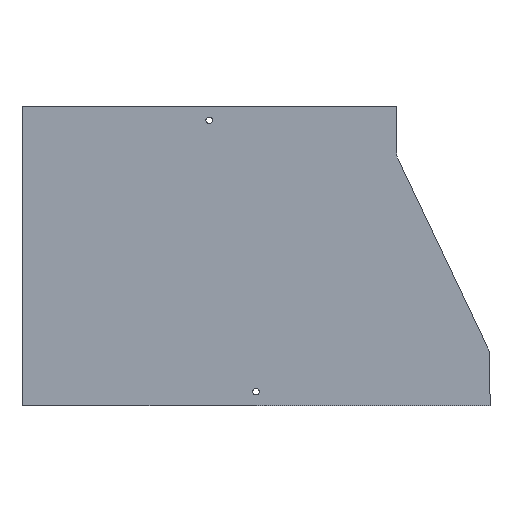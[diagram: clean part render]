
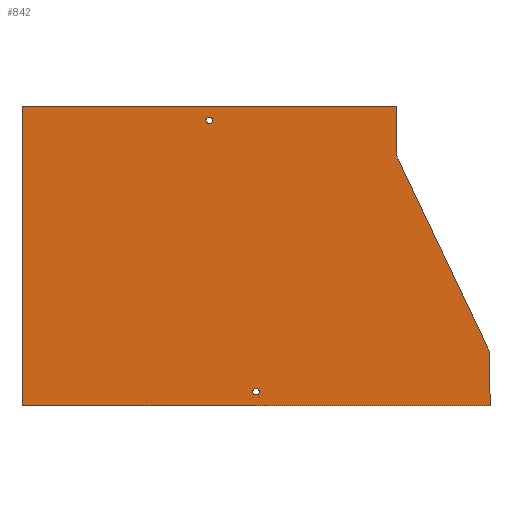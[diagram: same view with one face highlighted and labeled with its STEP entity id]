
A CAD part, front view. The second image highlights one B-rep face of the part: STEP entity #842.
In plain terms, the highlighted planar face has unit normal (0, -1, 0).
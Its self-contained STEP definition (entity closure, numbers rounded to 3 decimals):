
#19 = VERTEX_POINT ( 'NONE', #675 ) ;
#34 = VERTEX_POINT ( 'NONE', #674 ) ;
#86 = CIRCLE ( 'NONE', #721, 20. ) ;
#88 = CIRCLE ( 'NONE', #724, 3.5 ) ;
#89 = CIRCLE ( 'NONE', #722, 30. ) ;
#90 = LINE ( 'NONE', #485, #94 ) ;
#94 = VECTOR ( 'NONE', #462, 1000. ) ;
#95 = CIRCLE ( 'NONE', #723, 3.5 ) ;
#98 = LINE ( 'NONE', #530, #101 ) ;
#101 = VECTOR ( 'NONE', #443, 1000. ) ;
#110 = FACE_BOUND ( 'NONE', #1196, .T. ) ;
#112 = FACE_OUTER_BOUND ( 'NONE', #304, .T. ) ;
#119 = FACE_BOUND ( 'NONE', #1200, .T. ) ;
#192 = VECTOR ( 'NONE', #484, 1000. ) ;
#195 = LINE ( 'NONE', #486, #192 ) ;
#198 = VECTOR ( 'NONE', #474, 1000. ) ;
#201 = LINE ( 'NONE', #476, #198 ) ;
#238 = VECTOR ( 'NONE', #495, 1000. ) ;
#240 = LINE ( 'NONE', #479, #238 ) ;
#270 = VECTOR ( 'NONE', #874, 1000. ) ;
#272 = LINE ( 'NONE', #878, #270 ) ;
#304 = EDGE_LOOP ( 'NONE', ( #428, #405, #407, #408, #419, #420, #421, #422 ) ) ;
#308 = PLANE ( 'NONE',  #703 ) ;
#310 = CARTESIAN_POINT ( 'NONE',  ( -420., 0., -48.222 ) ) ;
#313 = DIRECTION ( 'NONE',  ( 0., 0., 1. ) ) ;
#333 = DIRECTION ( 'NONE',  ( 0., 1., 0. ) ) ;
#375 = ORIENTED_EDGE ( 'NONE', *, *, #791, .F. ) ;
#392 = ORIENTED_EDGE ( 'NONE', *, *, #792, .F. ) ;
#405 = ORIENTED_EDGE ( 'NONE', *, *, #793, .F. ) ;
#407 = ORIENTED_EDGE ( 'NONE', *, *, #786, .F. ) ;
#408 = ORIENTED_EDGE ( 'NONE', *, *, #761, .T. ) ;
#419 = ORIENTED_EDGE ( 'NONE', *, *, #794, .T. ) ;
#420 = ORIENTED_EDGE ( 'NONE', *, *, #795, .T. ) ;
#421 = ORIENTED_EDGE ( 'NONE', *, *, #796, .T. ) ;
#422 = ORIENTED_EDGE ( 'NONE', *, *, #742, .T. ) ;
#428 = ORIENTED_EDGE ( 'NONE', *, *, #783, .F. ) ;
#443 = DIRECTION ( 'NONE',  ( -0.43, 0., 0.903 ) ) ;
#452 = CARTESIAN_POINT ( 'NONE',  ( 420., 0., -48.222 ) ) ;
#453 = DIRECTION ( 'NONE',  ( 0., -1., 0. ) ) ;
#454 = DIRECTION ( 'NONE',  ( 0., 0., 1. ) ) ;
#459 = CARTESIAN_POINT ( 'NONE',  ( 470., 0., -269.519 ) ) ;
#462 = DIRECTION ( 'NONE',  ( 0., 0., 1. ) ) ;
#463 = DIRECTION ( 'NONE',  ( 0., 0., -1. ) ) ;
#472 = DIRECTION ( 'NONE',  ( 0., 0., 1. ) ) ;
#474 = DIRECTION ( 'NONE',  ( 1., 0., 0. ) ) ;
#476 = CARTESIAN_POINT ( 'NONE',  ( -400., 0., 0. ) ) ;
#479 = CARTESIAN_POINT ( 'NONE',  ( 500., 0., -269.519 ) ) ;
#484 = DIRECTION ( 'NONE',  ( -1., 0., 0. ) ) ;
#485 = CARTESIAN_POINT ( 'NONE',  ( 0., 0., 0. ) ) ;
#486 = CARTESIAN_POINT ( 'NONE',  ( -500., 0., -320. ) ) ;
#495 = DIRECTION ( 'NONE',  ( 0., 0., 1. ) ) ;
#521 = CARTESIAN_POINT ( 'NONE',  ( 200., 0., -15. ) ) ;
#523 = DIRECTION ( 'NONE',  ( 0., -1., 0. ) ) ;
#524 = DIRECTION ( 'NONE',  ( 0., 0., -1. ) ) ;
#530 = CARTESIAN_POINT ( 'NONE',  ( 401.943, 0., -56.82 ) ) ;
#531 = DIRECTION ( 'NONE',  ( 0., -1., 0. ) ) ;
#532 = CARTESIAN_POINT ( 'NONE',  ( 250., 0., -305. ) ) ;
#535 = DIRECTION ( 'NONE',  ( 0., 1., 0. ) ) ;
#620 = CARTESIAN_POINT ( 'NONE',  ( 400., 0., -48.222 ) ) ;
#622 = CARTESIAN_POINT ( 'NONE',  ( 400., 0., 0. ) ) ;
#636 = CARTESIAN_POINT ( 'NONE',  ( 500., 0., -320. ) ) ;
#638 = CARTESIAN_POINT ( 'NONE',  ( 500., 0., -269.519 ) ) ;
#656 = CARTESIAN_POINT ( 'NONE',  ( 401.943, 0., -56.82 ) ) ;
#667 = CARTESIAN_POINT ( 'NONE',  ( 0., 0., -320. ) ) ;
#668 = CARTESIAN_POINT ( 'NONE',  ( 0., 0., 0. ) ) ;
#672 = CARTESIAN_POINT ( 'NONE',  ( 497.086, 0., -256.621 ) ) ;
#674 = CARTESIAN_POINT ( 'NONE',  ( 200., 0., -18.5 ) ) ;
#675 = CARTESIAN_POINT ( 'NONE',  ( 250., 0., -308.5 ) ) ;
#703 = AXIS2_PLACEMENT_3D ( 'NONE', #310, #333, #313 ) ;
#721 = AXIS2_PLACEMENT_3D ( 'NONE', #452, #535, #472 ) ;
#722 = AXIS2_PLACEMENT_3D ( 'NONE', #459, #453, #454 ) ;
#723 = AXIS2_PLACEMENT_3D ( 'NONE', #521, #523, #463 ) ;
#724 = AXIS2_PLACEMENT_3D ( 'NONE', #532, #531, #524 ) ;
#742 = EDGE_CURVE ( 'NONE', #1214, #1216, #272, .T. ) ;
#761 = EDGE_CURVE ( 'NONE', #1230, #1232, #240, .T. ) ;
#783 = EDGE_CURVE ( 'NONE', #1262, #1216, #201, .T. ) ;
#786 = EDGE_CURVE ( 'NONE', #1230, #1261, #195, .T. ) ;
#791 = EDGE_CURVE ( 'NONE', #19, #19, #88, .T. ) ;
#792 = EDGE_CURVE ( 'NONE', #34, #34, #95, .T. ) ;
#793 = EDGE_CURVE ( 'NONE', #1261, #1262, #90, .T. ) ;
#794 = EDGE_CURVE ( 'NONE', #1232, #1266, #89, .T. ) ;
#795 = EDGE_CURVE ( 'NONE', #1266, #1250, #98, .T. ) ;
#796 = EDGE_CURVE ( 'NONE', #1250, #1214, #86, .T. ) ;
#842 = ADVANCED_FACE ( 'NONE', ( #119, #110, #112 ), #308, .F. ) ;
#874 = DIRECTION ( 'NONE',  ( 0., 0., 1. ) ) ;
#878 = CARTESIAN_POINT ( 'NONE',  ( 400., 0., 0. ) ) ;
#1196 = EDGE_LOOP ( 'NONE', ( #392 ) ) ;
#1200 = EDGE_LOOP ( 'NONE', ( #375 ) ) ;
#1214 = VERTEX_POINT ( 'NONE', #620 ) ;
#1216 = VERTEX_POINT ( 'NONE', #622 ) ;
#1230 = VERTEX_POINT ( 'NONE', #636 ) ;
#1232 = VERTEX_POINT ( 'NONE', #638 ) ;
#1250 = VERTEX_POINT ( 'NONE', #656 ) ;
#1261 = VERTEX_POINT ( 'NONE', #667 ) ;
#1262 = VERTEX_POINT ( 'NONE', #668 ) ;
#1266 = VERTEX_POINT ( 'NONE', #672 ) ;
